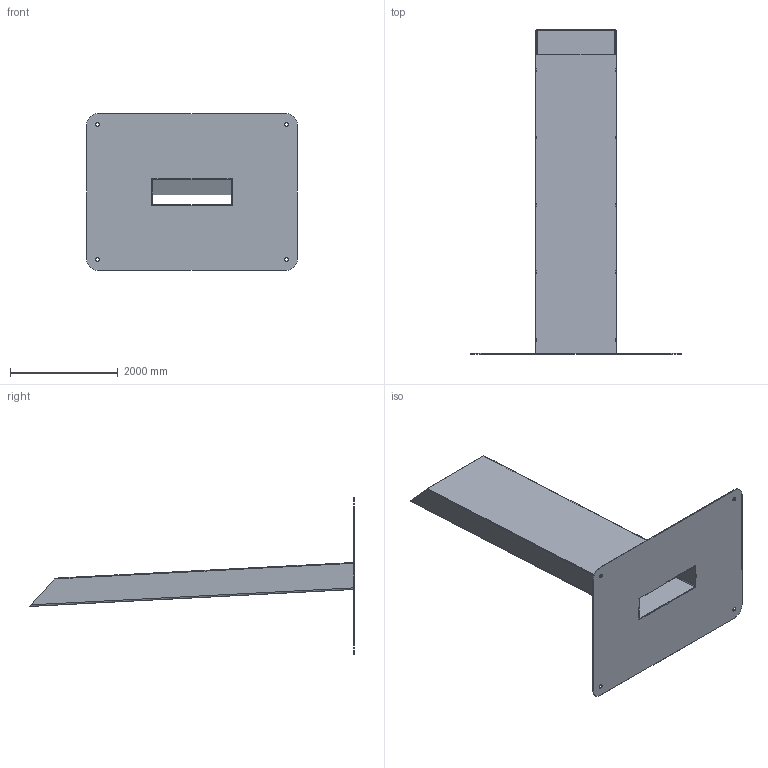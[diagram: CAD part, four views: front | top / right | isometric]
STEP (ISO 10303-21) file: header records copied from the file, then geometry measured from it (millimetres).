
FILE_DESCRIPTION(/* description */ (''),/* implementation_level */ '2;1');
FILE_NAME(/* name */ '19040.000X_3D.stp',/* time_stamp */ '2024-12-12T07:52:48+01:00',/* author */ ('CAD'),/* organization */ (''),/* preprocessor_version */ 'ST-DEVELOPER v20',/* originating_system */ 'AutoCAD Mechanical',/* authorisation */ '');
FILE_SCHEMA (('AUTOMOTIVE_DESIGN { 1 0 10303 214 3 1 1 }'));
Length unit declared in the file: centimetre
Products named in the file (2): Product; *S0
Assembly tree (1 placements, depth 2):
  Product
    *S0
Bounding box: 3900 x 6015 x 2900 mm (x, y, z)
Volume: 496577828.3 mm3; surface area: 66956443.8 mm2
Topology: 3 solids, 3 shells, 154 faces, 445 edges, 298 vertices
Faces by surface type: plane 138, cylinder 16
Full cylindrical faces by diameter (mm): 70 x4
Entity records: 5074 total; most frequent: CARTESIAN_POINT 900, ORIENTED_EDGE 888, DIRECTION 791, EDGE_CURVE 444, LINE 413, VECTOR 413, VERTEX_POINT 296, AXIS2_PLACEMENT_3D 189
